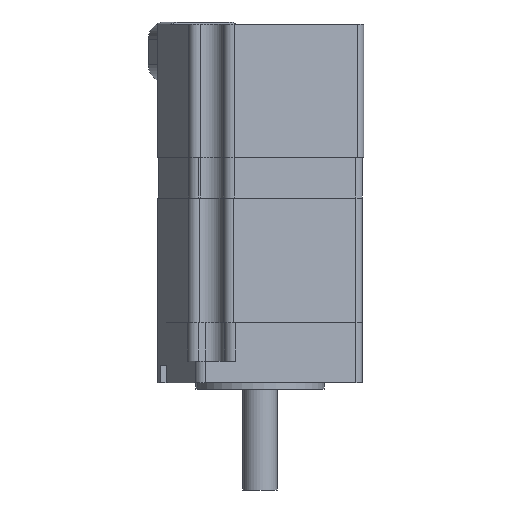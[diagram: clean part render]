
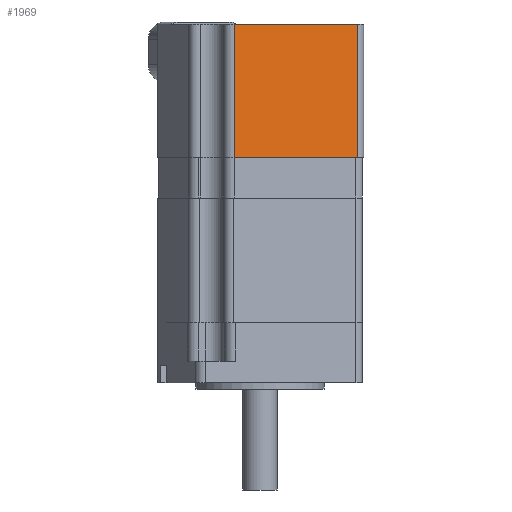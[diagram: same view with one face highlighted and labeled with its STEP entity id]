
A CAD part, front view. The second image highlights one B-rep face of the part: STEP entity #1969.
In plain terms, the highlighted face is planar.
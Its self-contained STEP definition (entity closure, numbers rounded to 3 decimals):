
#90 = CARTESIAN_POINT ( 'NONE',  ( -18.15, -20.15, 31. ) ) ;
#575 = CARTESIAN_POINT ( 'NONE',  ( 11.379, -20.15, 31. ) ) ;
#1299 = LINE ( 'NONE', #575, #7379 ) ;
#1403 = LINE ( 'NONE', #6071, #5368 ) ;
#1466 = DIRECTION ( 'NONE',  ( 1., 0., 0. ) ) ;
#1488 = CARTESIAN_POINT ( 'NONE',  ( 11.379, -20.15, 31. ) ) ;
#1803 = LINE ( 'NONE', #8584, #10024 ) ;
#1969 = ADVANCED_FACE ( 'NONE', ( #6872 ), #9500, .F. ) ;
#2093 = ORIENTED_EDGE ( 'NONE', *, *, #7114, .F. ) ;
#2174 = DIRECTION ( 'NONE',  ( 1., 0., 0. ) ) ;
#2531 = EDGE_CURVE ( 'NONE', #8923, #7179, #7113, .T. ) ;
#3445 = ORIENTED_EDGE ( 'NONE', *, *, #6526, .T. ) ;
#3784 = VERTEX_POINT ( 'NONE', #6546 ) ;
#4461 = DIRECTION ( 'NONE',  ( 0., 0., -1. ) ) ;
#4671 = VERTEX_POINT ( 'NONE', #5455 ) ;
#5368 = VECTOR ( 'NONE', #4461, 1000. ) ;
#5455 = CARTESIAN_POINT ( 'NONE',  ( 11.379, -20.15, 0. ) ) ;
#5712 = ORIENTED_EDGE ( 'NONE', *, *, #2531, .F. ) ;
#5922 = AXIS2_PLACEMENT_3D ( 'NONE', #7017, #9948, #6529 ) ;
#6071 = CARTESIAN_POINT ( 'NONE',  ( -18.15, -20.15, 31. ) ) ;
#6096 = ORIENTED_EDGE ( 'NONE', *, *, #8713, .T. ) ;
#6149 = EDGE_LOOP ( 'NONE', ( #3445, #2093, #5712, #6096 ) ) ;
#6526 = EDGE_CURVE ( 'NONE', #3784, #4671, #1803, .T. ) ;
#6529 = DIRECTION ( 'NONE',  ( -1., 0., 0. ) ) ;
#6546 = CARTESIAN_POINT ( 'NONE',  ( -18.15, -20.15, 0. ) ) ;
#6863 = VECTOR ( 'NONE', #2174, 1000. ) ;
#6872 = FACE_OUTER_BOUND ( 'NONE', #6149, .T. ) ;
#6940 = DIRECTION ( 'NONE',  ( 0., 0., -1. ) ) ;
#7017 = CARTESIAN_POINT ( 'NONE',  ( -18.15, -20.15, 31. ) ) ;
#7113 = LINE ( 'NONE', #90, #6863 ) ;
#7114 = EDGE_CURVE ( 'NONE', #7179, #4671, #1299, .T. ) ;
#7179 = VERTEX_POINT ( 'NONE', #1488 ) ;
#7379 = VECTOR ( 'NONE', #6940, 1000. ) ;
#7915 = CARTESIAN_POINT ( 'NONE',  ( -18.15, -20.15, 31. ) ) ;
#8584 = CARTESIAN_POINT ( 'NONE',  ( -18.15, -20.15, 0. ) ) ;
#8713 = EDGE_CURVE ( 'NONE', #8923, #3784, #1403, .T. ) ;
#8923 = VERTEX_POINT ( 'NONE', #7915 ) ;
#9500 = PLANE ( 'NONE',  #5922 ) ;
#9948 = DIRECTION ( 'NONE',  ( 0., 1., 0. ) ) ;
#10024 = VECTOR ( 'NONE', #1466, 1000. ) ;
